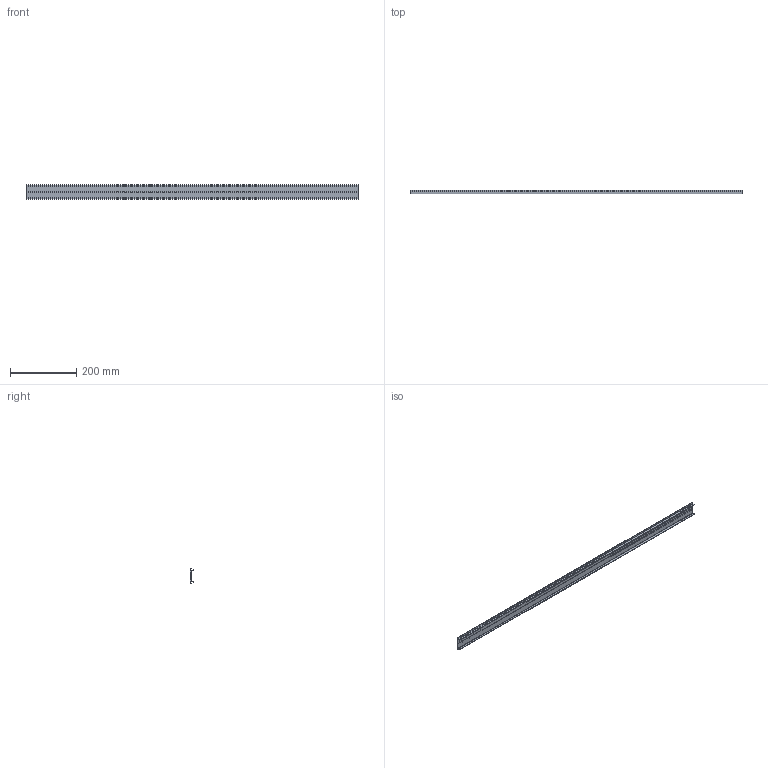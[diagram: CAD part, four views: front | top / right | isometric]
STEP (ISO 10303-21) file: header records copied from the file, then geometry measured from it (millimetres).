
FILE_DESCRIPTION((''),'2;1');
FILE_NAME('10024_PROFIL_POKROV_25X45','2022-09-16T13:30:22',('PredragRovcanin'),('Audax d.o.o.'),'CREO PARAMETRIC BY PTC INC, 2020281','CREO PARAMETRIC BY PTC INC, 2020281','');
FILE_SCHEMA(('AUTOMOTIVE_DESIGN { 1 0 10303 214 1 1 1 1 }'));
Length unit declared in the file: millimetre
Products named in the file (1): 10024_PROFIL_POKROV_25X45
Bounding box: 1000 x 9.95 x 44 mm (x, y, z)
Volume: 104907.2 mm3; surface area: 126370.1 mm2
Topology: 1 solids, 1 shells, 27 faces, 87 edges, 65 vertices
Faces by surface type: plane 23, cylinder 4
Entity records: 1700 total; most frequent: COLOUR_RGB 322, CARTESIAN_POINT 167, DIRECTION 151, ORIENTED_EDGE 150, PRESENTATION_STYLE_ASSIGNMENT 89, STYLED_ITEM 89, CURVE_STYLE 88, VECTOR 79
